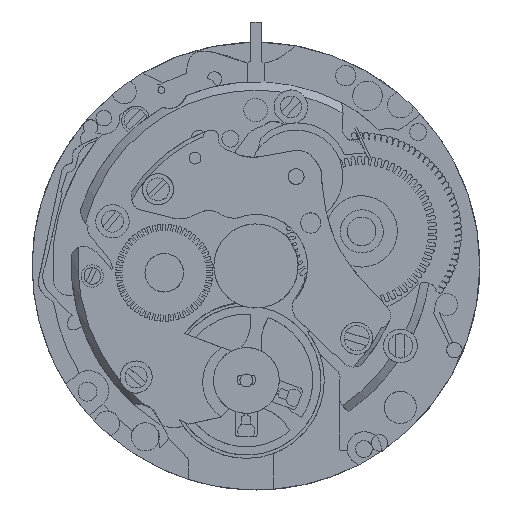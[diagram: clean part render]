
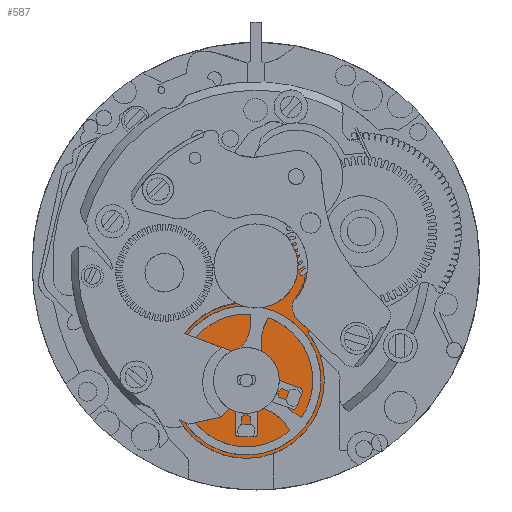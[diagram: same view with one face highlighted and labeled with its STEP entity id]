
A CAD part, top view. The second image highlights one B-rep face of the part: STEP entity #587.
In plain terms, the highlighted free-form (B-spline) face has degree [1, 1] with [2, 2] control points.
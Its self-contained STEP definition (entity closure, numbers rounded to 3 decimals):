
#587 = ADVANCED_FACE('',(#588),#655,.F.);
#588 = FACE_BOUND('',#589,.T.);
#589 = EDGE_LOOP('',(#590,#599,#606,#614,#622,#630,#637,#645));
#590 = ORIENTED_EDGE('',*,*,#591,.T.);
#591 = EDGE_CURVE('',#592,#594,#596,.T.);
#592 = VERTEX_POINT('',#593);
#593 = CARTESIAN_POINT('',(6.088,-7.533,0.));
#594 = VERTEX_POINT('',#595);
#595 = CARTESIAN_POINT('',(6.284,-7.533,0.));
#596 = B_SPLINE_CURVE_WITH_KNOTS('',1,(#597,#598),.UNSPECIFIED.,.F.,.F.,
  (2,2),(0.,0.189),.PIECEWISE_BEZIER_KNOTS.);
#597 = CARTESIAN_POINT('',(6.088,-7.533,0.));
#598 = CARTESIAN_POINT('',(6.284,-7.533,0.));
#599 = ORIENTED_EDGE('',*,*,#600,.F.);
#600 = EDGE_CURVE('',#601,#594,#603,.T.);
#601 = VERTEX_POINT('',#602);
#602 = CARTESIAN_POINT('',(5.413,-6.709,0.));
#603 = B_SPLINE_CURVE_WITH_KNOTS('',1,(#604,#605),.UNSPECIFIED.,.F.,.F.,
  (2,2),(0.,1.155),.PIECEWISE_BEZIER_KNOTS.);
#604 = CARTESIAN_POINT('',(5.413,-6.709,0.));
#605 = CARTESIAN_POINT('',(6.284,-7.533,0.));
#606 = ORIENTED_EDGE('',*,*,#607,.F.);
#607 = EDGE_CURVE('',#608,#601,#610,.T.);
#608 = VERTEX_POINT('',#609);
#609 = CARTESIAN_POINT('',(5.188,-5.729,0.));
#610 = ( BOUNDED_CURVE() B_SPLINE_CURVE(2,(#611,#612,#613),
.UNSPECIFIED.,.F.,.F.) B_SPLINE_CURVE_WITH_KNOTS((3,3),(0.,
0.89),.PIECEWISE_BEZIER_KNOTS.) CURVE() 
GEOMETRIC_REPRESENTATION_ITEM() RATIONAL_B_SPLINE_CURVE((1.,
0.903,1.)) REPRESENTATION_ITEM('') );
#611 = CARTESIAN_POINT('',(5.188,-5.729,0.));
#612 = CARTESIAN_POINT('',(5.067,-6.272,0.));
#613 = CARTESIAN_POINT('',(5.413,-6.709,0.));
#614 = ORIENTED_EDGE('',*,*,#615,.T.);
#615 = EDGE_CURVE('',#608,#616,#618,.T.);
#616 = VERTEX_POINT('',#617);
#617 = CARTESIAN_POINT('',(5.326,-1.391,0.));
#618 = ( BOUNDED_CURVE() B_SPLINE_CURVE(2,(#619,#620,#621),
.UNSPECIFIED.,.F.,.F.) B_SPLINE_CURVE_WITH_KNOTS((3,3),(0.,
1.5),.PIECEWISE_BEZIER_KNOTS.) CURVE() 
GEOMETRIC_REPRESENTATION_ITEM() RATIONAL_B_SPLINE_CURVE((1.,
0.732,1.)) REPRESENTATION_ITEM('') );
#619 = CARTESIAN_POINT('',(5.188,-5.729,0.));
#620 = CARTESIAN_POINT('',(7.278,-3.625,0.));
#621 = CARTESIAN_POINT('',(5.326,-1.391,0.));
#622 = ORIENTED_EDGE('',*,*,#623,.T.);
#623 = EDGE_CURVE('',#616,#624,#626,.T.);
#624 = VERTEX_POINT('',#625);
#625 = CARTESIAN_POINT('',(5.352,-1.806,0.));
#626 = ( BOUNDED_CURVE() B_SPLINE_CURVE(2,(#627,#628,#629),
.UNSPECIFIED.,.F.,.F.) B_SPLINE_CURVE_WITH_KNOTS((3,3),(0.,0.101
),.PIECEWISE_BEZIER_KNOTS.) CURVE() GEOMETRIC_REPRESENTATION_ITEM() 
RATIONAL_B_SPLINE_CURVE((1.,0.999,1.)) REPRESENTATION_ITEM('') 
  );
#627 = CARTESIAN_POINT('',(5.326,-1.391,0.));
#628 = CARTESIAN_POINT('',(5.329,-1.599,0.));
#629 = CARTESIAN_POINT('',(5.352,-1.806,0.));
#630 = ORIENTED_EDGE('',*,*,#631,.F.);
#631 = EDGE_CURVE('',#632,#624,#634,.T.);
#632 = VERTEX_POINT('',#633);
#633 = CARTESIAN_POINT('',(4.969,-1.879,0.));
#634 = B_SPLINE_CURVE_WITH_KNOTS('',1,(#635,#636),.UNSPECIFIED.,.F.,.F.,
  (2,2),(0.016,0.392),.PIECEWISE_BEZIER_KNOTS.);
#635 = CARTESIAN_POINT('',(4.969,-1.879,0.));
#636 = CARTESIAN_POINT('',(5.352,-1.806,0.));
#637 = ORIENTED_EDGE('',*,*,#638,.F.);
#638 = EDGE_CURVE('',#639,#632,#641,.T.);
#639 = VERTEX_POINT('',#640);
#640 = CARTESIAN_POINT('',(3.757,-5.946,0.));
#641 = ( BOUNDED_CURVE() B_SPLINE_CURVE(2,(#642,#643,#644),
.UNSPECIFIED.,.F.,.F.) B_SPLINE_CURVE_WITH_KNOTS((3,3),(5.036,
6.951),.PIECEWISE_BEZIER_KNOTS.) CURVE() 
GEOMETRIC_REPRESENTATION_ITEM() RATIONAL_B_SPLINE_CURVE((1.,
0.576,1.)) REPRESENTATION_ITEM('') );
#642 = CARTESIAN_POINT('',(3.757,-5.946,0.));
#643 = CARTESIAN_POINT('',(7.249,-4.773,0.));
#644 = CARTESIAN_POINT('',(4.969,-1.879,0.));
#645 = ORIENTED_EDGE('',*,*,#646,.T.);
#646 = EDGE_CURVE('',#639,#592,#647,.T.);
#647 = ( BOUNDED_CURVE() B_SPLINE_CURVE(2,(#648,#649,#650,#651,#652,#653
,#654),.UNSPECIFIED.,.F.,.F.) B_SPLINE_CURVE_WITH_KNOTS((3,2,2,3),(
    1.271,3.167,5.063,6.959),
.PIECEWISE_BEZIER_KNOTS.) CURVE() GEOMETRIC_REPRESENTATION_ITEM() 
RATIONAL_B_SPLINE_CURVE((1.,0.583,1.,0.583,1.,
0.583,1.)) REPRESENTATION_ITEM('') );
#648 = CARTESIAN_POINT('',(3.757,-5.946,0.));
#649 = CARTESIAN_POINT('',(-2.637,-3.968,0.));
#650 = CARTESIAN_POINT('',(-2.469,-10.658,0.));
#651 = CARTESIAN_POINT('',(-2.301,-17.349,0.));
#652 = CARTESIAN_POINT('',(3.985,-15.053,0.));
#653 = CARTESIAN_POINT('',(10.272,-12.757,0.));
#654 = CARTESIAN_POINT('',(6.088,-7.533,0.));
#655 = B_SPLINE_SURFACE_WITH_KNOTS('',1,1,(
    (#656,#657)
    ,(#658,#659
    )),.UNSPECIFIED.,.F.,.F.,.F.,(2,2),(2,2),(-5.202,
    4.057),(-2.017,11.422),
  .PIECEWISE_BEZIER_KNOTS.);
#656 = CARTESIAN_POINT('',(-2.471,-1.391,0.));
#657 = CARTESIAN_POINT('',(-2.471,-15.345,0.));
#658 = CARTESIAN_POINT('',(7.143,-1.391,0.));
#659 = CARTESIAN_POINT('',(7.143,-15.345,0.));
